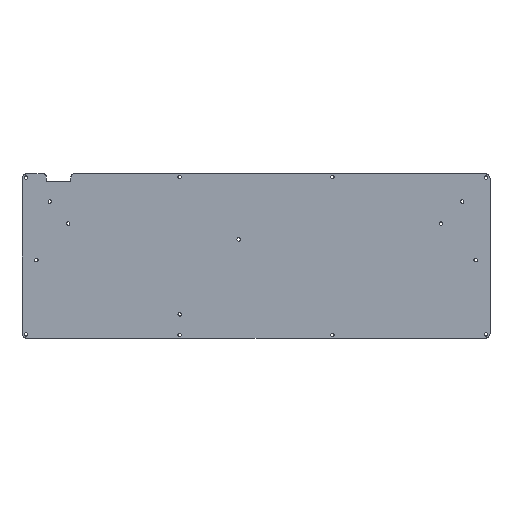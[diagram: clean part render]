
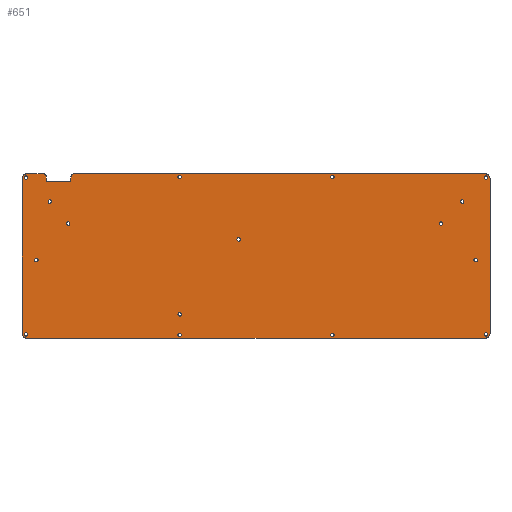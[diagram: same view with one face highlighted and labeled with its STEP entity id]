
A CAD part, top view. The second image highlights one B-rep face of the part: STEP entity #651.
In plain terms, the highlighted planar face has unit normal (0, 0, 1).
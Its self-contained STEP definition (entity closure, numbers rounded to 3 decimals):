
#15=FACE_BOUND('',#100,.T.);
#16=FACE_BOUND('',#101,.T.);
#17=FACE_BOUND('',#102,.T.);
#18=FACE_BOUND('',#103,.T.);
#19=FACE_BOUND('',#104,.T.);
#20=FACE_BOUND('',#105,.T.);
#21=FACE_BOUND('',#106,.T.);
#22=FACE_BOUND('',#107,.T.);
#23=FACE_BOUND('',#108,.T.);
#24=FACE_BOUND('',#109,.T.);
#25=FACE_BOUND('',#110,.T.);
#26=FACE_BOUND('',#111,.T.);
#27=FACE_BOUND('',#112,.T.);
#28=FACE_BOUND('',#113,.T.);
#29=FACE_BOUND('',#114,.T.);
#30=FACE_BOUND('',#115,.T.);
#48=PLANE('',#715);
#67=FACE_OUTER_BOUND('',#99,.T.);
#99=EDGE_LOOP('',(#479,#480,#481,#482,#483,#484,#485,#486,#487,#488,#489,
#490,#491,#492));
#100=EDGE_LOOP('',(#493));
#101=EDGE_LOOP('',(#494));
#102=EDGE_LOOP('',(#495));
#103=EDGE_LOOP('',(#496));
#104=EDGE_LOOP('',(#497));
#105=EDGE_LOOP('',(#498));
#106=EDGE_LOOP('',(#499));
#107=EDGE_LOOP('',(#500));
#108=EDGE_LOOP('',(#501));
#109=EDGE_LOOP('',(#502));
#110=EDGE_LOOP('',(#503));
#111=EDGE_LOOP('',(#504));
#112=EDGE_LOOP('',(#505));
#113=EDGE_LOOP('',(#506));
#114=EDGE_LOOP('',(#507));
#115=EDGE_LOOP('',(#508));
#163=LINE('',#1023,#209);
#166=LINE('',#1029,#212);
#167=LINE('',#1033,#213);
#168=LINE('',#1037,#214);
#169=LINE('',#1041,#215);
#170=LINE('',#1045,#216);
#171=LINE('',#1049,#217);
#172=LINE('',#1050,#218);
#209=VECTOR('',#831,10.);
#212=VECTOR('',#836,10.);
#213=VECTOR('',#839,10.);
#214=VECTOR('',#842,10.);
#215=VECTOR('',#845,10.);
#216=VECTOR('',#848,10.);
#217=VECTOR('',#851,10.);
#218=VECTOR('',#852,10.);
#245=CIRCLE('',#688,1.1);
#247=CIRCLE('',#691,1.1);
#249=CIRCLE('',#694,1.1);
#251=CIRCLE('',#697,1.1);
#254=CIRCLE('',#701,1.1);
#256=CIRCLE('',#704,1.1);
#258=CIRCLE('',#707,1.1);
#260=CIRCLE('',#710,1.1);
#262=CIRCLE('',#713,2.);
#263=CIRCLE('',#716,3.);
#264=CIRCLE('',#717,3.);
#265=CIRCLE('',#718,3.);
#266=CIRCLE('',#719,3.);
#267=CIRCLE('',#720,2.);
#268=CIRCLE('',#721,1.1);
#269=CIRCLE('',#722,1.1);
#270=CIRCLE('',#723,1.1);
#271=CIRCLE('',#724,1.1);
#272=CIRCLE('',#725,1.1);
#273=CIRCLE('',#726,1.1);
#274=CIRCLE('',#727,1.1);
#275=CIRCLE('',#728,1.1);
#289=VERTEX_POINT('',#965);
#291=VERTEX_POINT('',#971);
#293=VERTEX_POINT('',#977);
#295=VERTEX_POINT('',#983);
#298=VERTEX_POINT('',#991);
#300=VERTEX_POINT('',#997);
#302=VERTEX_POINT('',#1003);
#304=VERTEX_POINT('',#1009);
#307=VERTEX_POINT('',#1016);
#308=VERTEX_POINT('',#1018);
#309=VERTEX_POINT('',#1022);
#311=VERTEX_POINT('',#1028);
#312=VERTEX_POINT('',#1030);
#313=VERTEX_POINT('',#1032);
#314=VERTEX_POINT('',#1034);
#315=VERTEX_POINT('',#1036);
#316=VERTEX_POINT('',#1038);
#317=VERTEX_POINT('',#1040);
#318=VERTEX_POINT('',#1042);
#319=VERTEX_POINT('',#1044);
#320=VERTEX_POINT('',#1046);
#321=VERTEX_POINT('',#1048);
#322=VERTEX_POINT('',#1051);
#323=VERTEX_POINT('',#1053);
#324=VERTEX_POINT('',#1055);
#325=VERTEX_POINT('',#1057);
#326=VERTEX_POINT('',#1059);
#327=VERTEX_POINT('',#1061);
#328=VERTEX_POINT('',#1063);
#329=VERTEX_POINT('',#1065);
#349=EDGE_CURVE('',#289,#289,#245,.T.);
#352=EDGE_CURVE('',#291,#291,#247,.T.);
#355=EDGE_CURVE('',#293,#293,#249,.T.);
#358=EDGE_CURVE('',#295,#295,#251,.T.);
#363=EDGE_CURVE('',#298,#298,#254,.T.);
#366=EDGE_CURVE('',#300,#300,#256,.T.);
#369=EDGE_CURVE('',#302,#302,#258,.T.);
#372=EDGE_CURVE('',#304,#304,#260,.T.);
#375=EDGE_CURVE('',#307,#308,#262,.T.);
#377=EDGE_CURVE('',#309,#308,#163,.T.);
#380=EDGE_CURVE('',#307,#311,#166,.T.);
#381=EDGE_CURVE('',#311,#312,#263,.T.);
#382=EDGE_CURVE('',#312,#313,#167,.T.);
#383=EDGE_CURVE('',#313,#314,#264,.T.);
#384=EDGE_CURVE('',#314,#315,#168,.T.);
#385=EDGE_CURVE('',#315,#316,#265,.T.);
#386=EDGE_CURVE('',#316,#317,#169,.T.);
#387=EDGE_CURVE('',#317,#318,#266,.T.);
#388=EDGE_CURVE('',#318,#319,#170,.T.);
#389=EDGE_CURVE('',#320,#319,#267,.T.);
#390=EDGE_CURVE('',#320,#321,#171,.T.);
#391=EDGE_CURVE('',#321,#309,#172,.T.);
#392=EDGE_CURVE('',#322,#322,#268,.T.);
#393=EDGE_CURVE('',#323,#323,#269,.T.);
#394=EDGE_CURVE('',#324,#324,#270,.T.);
#395=EDGE_CURVE('',#325,#325,#271,.T.);
#396=EDGE_CURVE('',#326,#326,#272,.T.);
#397=EDGE_CURVE('',#327,#327,#273,.T.);
#398=EDGE_CURVE('',#328,#328,#274,.T.);
#399=EDGE_CURVE('',#329,#329,#275,.T.);
#479=ORIENTED_EDGE('',*,*,#375,.F.);
#480=ORIENTED_EDGE('',*,*,#380,.T.);
#481=ORIENTED_EDGE('',*,*,#381,.T.);
#482=ORIENTED_EDGE('',*,*,#382,.T.);
#483=ORIENTED_EDGE('',*,*,#383,.T.);
#484=ORIENTED_EDGE('',*,*,#384,.T.);
#485=ORIENTED_EDGE('',*,*,#385,.T.);
#486=ORIENTED_EDGE('',*,*,#386,.T.);
#487=ORIENTED_EDGE('',*,*,#387,.T.);
#488=ORIENTED_EDGE('',*,*,#388,.T.);
#489=ORIENTED_EDGE('',*,*,#389,.F.);
#490=ORIENTED_EDGE('',*,*,#390,.T.);
#491=ORIENTED_EDGE('',*,*,#391,.T.);
#492=ORIENTED_EDGE('',*,*,#377,.T.);
#493=ORIENTED_EDGE('',*,*,#349,.T.);
#494=ORIENTED_EDGE('',*,*,#352,.T.);
#495=ORIENTED_EDGE('',*,*,#355,.T.);
#496=ORIENTED_EDGE('',*,*,#358,.T.);
#497=ORIENTED_EDGE('',*,*,#363,.T.);
#498=ORIENTED_EDGE('',*,*,#366,.T.);
#499=ORIENTED_EDGE('',*,*,#369,.T.);
#500=ORIENTED_EDGE('',*,*,#372,.T.);
#501=ORIENTED_EDGE('',*,*,#392,.T.);
#502=ORIENTED_EDGE('',*,*,#393,.T.);
#503=ORIENTED_EDGE('',*,*,#394,.T.);
#504=ORIENTED_EDGE('',*,*,#395,.T.);
#505=ORIENTED_EDGE('',*,*,#396,.T.);
#506=ORIENTED_EDGE('',*,*,#397,.T.);
#507=ORIENTED_EDGE('',*,*,#398,.T.);
#508=ORIENTED_EDGE('',*,*,#399,.T.);
#651=ADVANCED_FACE('',(#67,#15,#16,#17,#18,#19,#20,#21,#22,#23,#24,#25,
#26,#27,#28,#29,#30),#48,.T.);
#688=AXIS2_PLACEMENT_3D('',#966,#767,#768);
#691=AXIS2_PLACEMENT_3D('',#972,#774,#775);
#694=AXIS2_PLACEMENT_3D('',#978,#781,#782);
#697=AXIS2_PLACEMENT_3D('',#984,#788,#789);
#701=AXIS2_PLACEMENT_3D('',#993,#798,#799);
#704=AXIS2_PLACEMENT_3D('',#999,#805,#806);
#707=AXIS2_PLACEMENT_3D('',#1005,#812,#813);
#710=AXIS2_PLACEMENT_3D('',#1011,#819,#820);
#713=AXIS2_PLACEMENT_3D('',#1019,#826,#827);
#715=AXIS2_PLACEMENT_3D('',#1027,#834,#835);
#716=AXIS2_PLACEMENT_3D('',#1031,#837,#838);
#717=AXIS2_PLACEMENT_3D('',#1035,#840,#841);
#718=AXIS2_PLACEMENT_3D('',#1039,#843,#844);
#719=AXIS2_PLACEMENT_3D('',#1043,#846,#847);
#720=AXIS2_PLACEMENT_3D('',#1047,#849,#850);
#721=AXIS2_PLACEMENT_3D('',#1052,#853,#854);
#722=AXIS2_PLACEMENT_3D('',#1054,#855,#856);
#723=AXIS2_PLACEMENT_3D('',#1056,#857,#858);
#724=AXIS2_PLACEMENT_3D('',#1058,#859,#860);
#725=AXIS2_PLACEMENT_3D('',#1060,#861,#862);
#726=AXIS2_PLACEMENT_3D('',#1062,#863,#864);
#727=AXIS2_PLACEMENT_3D('',#1064,#865,#866);
#728=AXIS2_PLACEMENT_3D('',#1066,#867,#868);
#767=DIRECTION('center_axis',(0.,0.,-1.));
#768=DIRECTION('ref_axis',(-1.,0.,0.));
#774=DIRECTION('center_axis',(0.,0.,-1.));
#775=DIRECTION('ref_axis',(-1.,0.,0.));
#781=DIRECTION('center_axis',(0.,0.,-1.));
#782=DIRECTION('ref_axis',(-1.,0.,0.));
#788=DIRECTION('center_axis',(0.,0.,-1.));
#789=DIRECTION('ref_axis',(-1.,0.,0.));
#798=DIRECTION('center_axis',(0.,0.,-1.));
#799=DIRECTION('ref_axis',(1.,0.,0.));
#805=DIRECTION('center_axis',(0.,0.,-1.));
#806=DIRECTION('ref_axis',(1.,0.,0.));
#812=DIRECTION('center_axis',(0.,0.,-1.));
#813=DIRECTION('ref_axis',(1.,0.,0.));
#819=DIRECTION('center_axis',(0.,0.,-1.));
#820=DIRECTION('ref_axis',(1.,0.,0.));
#826=DIRECTION('center_axis',(0.,0.,-1.));
#827=DIRECTION('ref_axis',(0.707,0.707,0.));
#831=DIRECTION('',(0.,1.,0.));
#834=DIRECTION('center_axis',(0.,0.,1.));
#835=DIRECTION('ref_axis',(1.,0.,0.));
#836=DIRECTION('',(-1.,0.,0.));
#837=DIRECTION('center_axis',(0.,0.,1.));
#838=DIRECTION('ref_axis',(0.,1.,0.));
#839=DIRECTION('',(0.,-1.,0.));
#840=DIRECTION('center_axis',(0.,0.,1.));
#841=DIRECTION('ref_axis',(-1.,0.,0.));
#842=DIRECTION('',(1.,0.,0.));
#843=DIRECTION('center_axis',(0.,0.,1.));
#844=DIRECTION('ref_axis',(0.,-1.,0.));
#845=DIRECTION('',(0.,1.,0.));
#846=DIRECTION('center_axis',(0.,0.,1.));
#847=DIRECTION('ref_axis',(1.,0.,0.));
#848=DIRECTION('',(-1.,0.,0.));
#849=DIRECTION('center_axis',(0.,0.,-1.));
#850=DIRECTION('ref_axis',(-0.707,0.707,0.));
#851=DIRECTION('',(0.,-1.,0.));
#852=DIRECTION('',(-1.,0.,0.));
#853=DIRECTION('center_axis',(0.,0.,-1.));
#854=DIRECTION('ref_axis',(-1.,0.,0.));
#855=DIRECTION('center_axis',(0.,0.,-1.));
#856=DIRECTION('ref_axis',(-1.,0.,0.));
#857=DIRECTION('center_axis',(0.,0.,-1.));
#858=DIRECTION('ref_axis',(-1.,0.,0.));
#859=DIRECTION('center_axis',(0.,0.,-1.));
#860=DIRECTION('ref_axis',(-1.,0.,0.));
#861=DIRECTION('center_axis',(0.,0.,-1.));
#862=DIRECTION('ref_axis',(-1.,0.,0.));
#863=DIRECTION('center_axis',(0.,0.,-1.));
#864=DIRECTION('ref_axis',(-1.,0.,0.));
#865=DIRECTION('center_axis',(0.,0.,-1.));
#866=DIRECTION('ref_axis',(-1.,0.,0.));
#867=DIRECTION('center_axis',(0.,0.,-1.));
#868=DIRECTION('ref_axis',(-1.,0.,0.));
#965=CARTESIAN_POINT('',(20.539,87.811,3.));
#966=CARTESIAN_POINT('Origin',(19.439,87.811,3.));
#971=CARTESIAN_POINT('',(279.411,87.811,3.));
#972=CARTESIAN_POINT('Origin',(278.311,87.811,3.));
#977=CARTESIAN_POINT('',(32.1,74.,3.));
#978=CARTESIAN_POINT('Origin',(31.,74.,3.));
#983=CARTESIAN_POINT('',(287.85,51.,3.));
#984=CARTESIAN_POINT('Origin',(286.75,51.,3.));
#991=CARTESIAN_POINT('',(9.9,51.,3.));
#993=CARTESIAN_POINT('Origin',(11.,51.,3.));
#997=CARTESIAN_POINT('',(136.9,64.,3.));
#999=CARTESIAN_POINT('Origin',(138.,64.,3.));
#1003=CARTESIAN_POINT('',(263.9,74.,3.));
#1005=CARTESIAN_POINT('Origin',(265.,74.,3.));
#1009=CARTESIAN_POINT('',(99.9,17.,3.));
#1011=CARTESIAN_POINT('Origin',(101.,17.,3.));
#1016=CARTESIAN_POINT('',(15.25,105.25,3.));
#1018=CARTESIAN_POINT('',(17.25,103.25,3.));
#1019=CARTESIAN_POINT('Origin',(15.25,103.25,3.));
#1022=CARTESIAN_POINT('',(17.25,100.25,3.));
#1023=CARTESIAN_POINT('',(17.25,79.438,3.));
#1027=CARTESIAN_POINT('Origin',(148.875,53.625,3.));
#1028=CARTESIAN_POINT('',(5.,105.25,3.));
#1029=CARTESIAN_POINT('',(220.813,105.25,3.));
#1030=CARTESIAN_POINT('',(2.,102.25,3.));
#1031=CARTESIAN_POINT('Origin',(5.,102.25,3.));
#1032=CARTESIAN_POINT('',(2.,5.,3.));
#1033=CARTESIAN_POINT('',(2.,77.938,3.));
#1034=CARTESIAN_POINT('',(5.,2.,3.));
#1035=CARTESIAN_POINT('Origin',(5.,5.,3.));
#1036=CARTESIAN_POINT('',(292.75,2.,3.));
#1037=CARTESIAN_POINT('',(76.938,2.,3.));
#1038=CARTESIAN_POINT('',(295.75,5.,3.));
#1039=CARTESIAN_POINT('Origin',(292.75,5.,3.));
#1040=CARTESIAN_POINT('',(295.75,102.25,3.));
#1041=CARTESIAN_POINT('',(295.75,29.313,3.));
#1042=CARTESIAN_POINT('',(292.75,105.25,3.));
#1043=CARTESIAN_POINT('Origin',(292.75,102.25,3.));
#1044=CARTESIAN_POINT('',(34.75,105.25,3.));
#1045=CARTESIAN_POINT('',(220.813,105.25,3.));
#1046=CARTESIAN_POINT('',(32.75,103.25,3.));
#1047=CARTESIAN_POINT('Origin',(34.75,103.25,3.));
#1048=CARTESIAN_POINT('',(32.75,100.25,3.));
#1049=CARTESIAN_POINT('',(32.75,79.438,3.));
#1050=CARTESIAN_POINT('',(86.938,100.25,3.));
#1051=CARTESIAN_POINT('',(102.017,103.25,3.));
#1052=CARTESIAN_POINT('Origin',(100.917,103.25,3.));
#1053=CARTESIAN_POINT('',(294.411,102.811,3.));
#1054=CARTESIAN_POINT('Origin',(293.311,102.811,3.));
#1055=CARTESIAN_POINT('',(197.933,103.25,3.));
#1056=CARTESIAN_POINT('Origin',(196.833,103.25,3.));
#1057=CARTESIAN_POINT('',(5.539,102.811,3.));
#1058=CARTESIAN_POINT('Origin',(4.439,102.811,3.));
#1059=CARTESIAN_POINT('',(102.017,4.,3.));
#1060=CARTESIAN_POINT('Origin',(100.917,4.,3.));
#1061=CARTESIAN_POINT('',(294.411,4.439,3.));
#1062=CARTESIAN_POINT('Origin',(293.311,4.439,3.));
#1063=CARTESIAN_POINT('',(197.933,4.,3.));
#1064=CARTESIAN_POINT('Origin',(196.833,4.,3.));
#1065=CARTESIAN_POINT('',(5.539,4.439,3.));
#1066=CARTESIAN_POINT('Origin',(4.439,4.439,3.));
